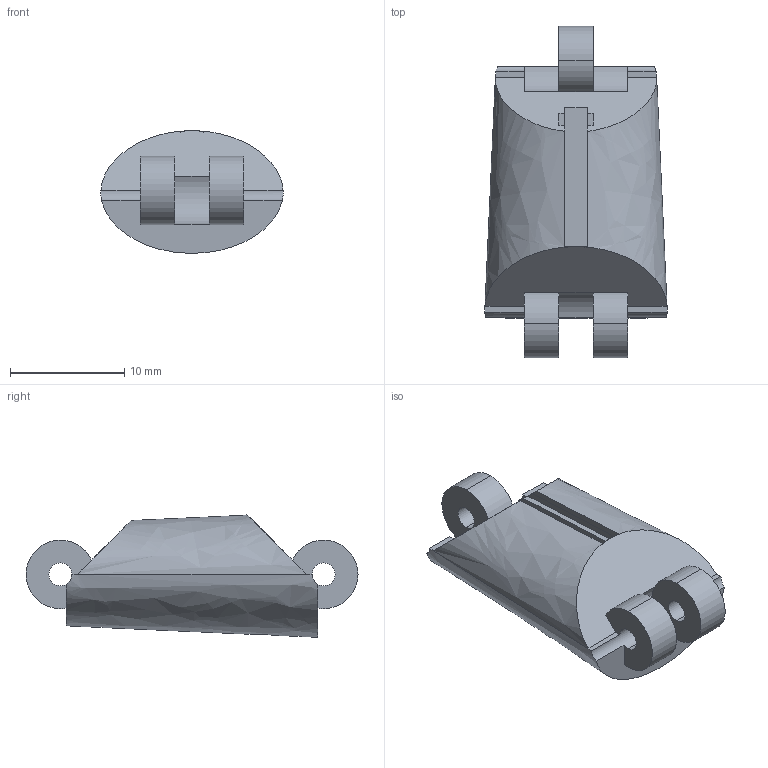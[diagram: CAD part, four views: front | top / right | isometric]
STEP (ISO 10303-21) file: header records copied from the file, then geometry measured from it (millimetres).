
FILE_DESCRIPTION (( 'STEP AP214' ), '1' );
FILE_NAME ('part2.STEP', '2025-11-24T19:38:37', ( '' ), ( '' ), 'SwSTEP 2.0', 'SolidWorks 2023', '' );
FILE_SCHEMA (( 'AUTOMOTIVE_DESIGN' ));
Length unit declared in the file: millimetre
Products named in the file (1): part2
Bounding box: 15.95 x 29 x 10.71 mm (x, y, z)
Volume: 2239.4 mm3; surface area: 1347.6 mm2
Topology: 1 solids, 1 shells, 50 faces, 140 edges, 90 vertices
Faces by surface type: plane 28, cylinder 20, bspline 2
Entity records: 2114 total; most frequent: CARTESIAN_POINT 799, ORIENTED_EDGE 280, DIRECTION 260, EDGE_CURVE 140, VERTEX_POINT 90, AXIS2_PLACEMENT_3D 89, VECTOR 82, LINE 82
